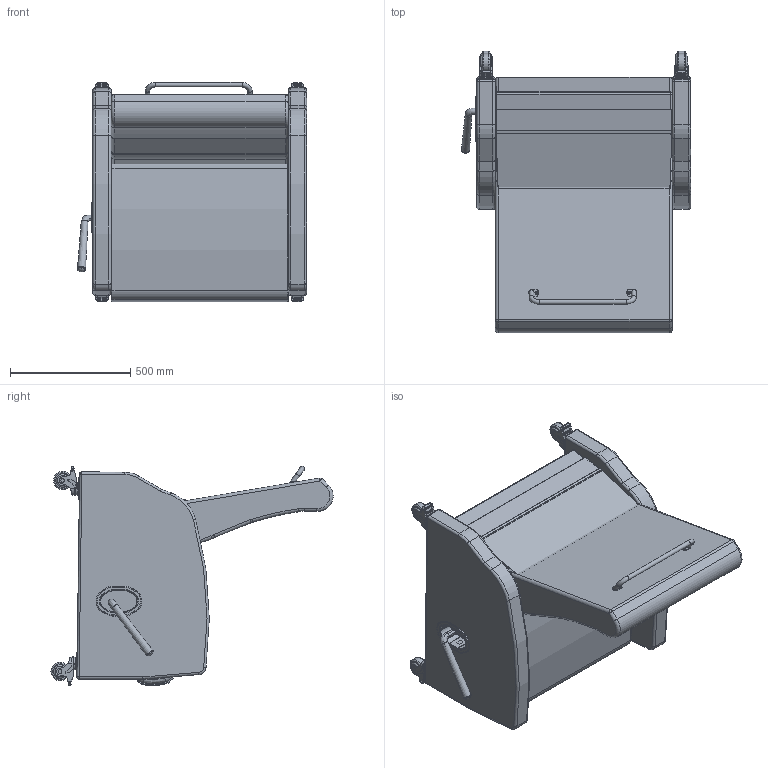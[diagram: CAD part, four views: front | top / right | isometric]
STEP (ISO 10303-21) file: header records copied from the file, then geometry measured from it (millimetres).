
FILE_DESCRIPTION(/* description */ (''),/* implementation_level */ '2;1');
FILE_NAME(/* name */ 'KBC1037F.stp',/* time_stamp */ '2017-09-13T12:53:00-04:00',/* author */ ('emehringer'),/* organization */ (''),/* preprocessor_version */ 'ST-DEVELOPER v16.5',/* originating_system */ 'Autodesk Inventor 2017',/* authorisation */ '');
FILE_SCHEMA (('AUTOMOTIVE_DESIGN { 1 0 10303 214 3 1 1 }'));
Length unit declared in the file: inch
Products named in the file (28): KBC1037F; 5030 UKP; 7030 USEAT; 5030 UKO; E4030 UBACK FLAP; BEZEL-1; E1010 FARM L; E1010 FARM R; 7000-2 CON PLT; UBACK O1030; CAST COL 4inSLB; _NG-03AMP-125-TL-TP01_fork; _TP01_Next Generation Series_0; _NG-03QDP-125-SW-TP01_rivet; _NG-03AMP-125-TL-TP01_wheel_core; _NG-03AMP-125-TL-TP01_wheel_tread; _NG-03AMP-125-TL-TP01_wheel_guard; _NG-03AMP-125-TL-TP01_wheel_tguard; _NG-03AMP-125-TL-TP01_cap; PB3; PUSH BAR 17.625; PUSH BAR 17.625_1; PUSH BAR 17.625 right side; 1420X1.5 PSHPB; HDL 3000 BLK; HDL 3000 BLKPLASTIC; HDL 3000 BLK METAL; EC3017 WRAP
Assembly tree (32 placements, depth 4):
  KBC1037F
    5030 UKP
    7030 USEAT
    5030 UKO
    E4030 UBACK FLAP
    BEZEL-1
    E1010 FARM L
    E1010 FARM R
    7000-2 CON PLT
    UBACK O1030
    CAST COL 4inSLB  x4
      _NG-03AMP-125-TL-TP01_fork
      _TP01_Next Generation Series_0
      _NG-03QDP-125-SW-TP01_rivet
      _NG-03AMP-125-TL-TP01_wheel_core
      _NG-03AMP-125-TL-TP01_wheel_tread
      _NG-03AMP-125-TL-TP01_wheel_guard
      _NG-03AMP-125-TL-TP01_wheel_tguard
      _NG-03AMP-125-TL-TP01_cap
    PB3
      PUSH BAR 17.625
        PUSH BAR 17.625_1
        PUSH BAR 17.625 right side
      1420X1.5 PSHPB  x2
    HDL 3000 BLK
      HDL 3000 BLKPLASTIC
      HDL 3000 BLK METAL
    EC3017 WRAP
Bounding box: 953.5 x 1173.45 x 911.84 mm (x, y, z)
Volume: 211035664.2 mm3; surface area: 7936813.1 mm2
Topology: 52 solids, 64 shells, 1346 faces, 3195 edges, 2018 vertices
Faces by surface type: cylinder 588, plane 499, torus 162, bspline 42, cone 36, sphere 19
Full cylindrical faces by diameter (mm): 5.953 x1, 6.35 x10, 7.938 x2, 11.989 x4, 12.497 x2, 14.877 x4, 15.062 x4, 15.24 x8, 19.05 x3, 19.075 x4, 25.4 x4, 31.75 x1, 38.049 x4, 44.298 x4, 52.273 x4, 55.372 x8, 57.15 x8, 76.2 x4
Entity records: 25532 total; most frequent: CARTESIAN_POINT 6757, DIRECTION 4075, ORIENTED_EDGE 3478, EDGE_CURVE 1739, AXIS2_PLACEMENT_3D 1649, VERTEX_POINT 1096, EDGE_LOOP 879, CIRCLE 787
